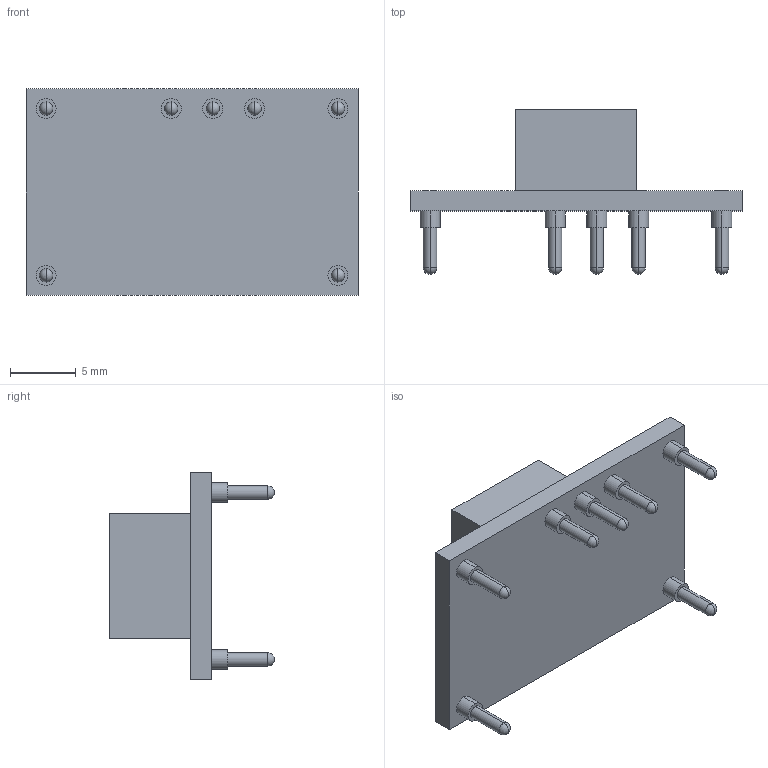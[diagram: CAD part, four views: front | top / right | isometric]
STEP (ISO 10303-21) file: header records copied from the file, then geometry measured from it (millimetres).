
FILE_DESCRIPTION (( 'STEP AP214' ), '1' );
FILE_NAME ('EUW7.STEP', '2024-01-21T12:02:03', ( '' ), ( '' ), 'SwSTEP 2.0', 'SolidWorks 2021', '' );
FILE_SCHEMA (( 'AUTOMOTIVE_DESIGN' ));
Length unit declared in the file: inch
Products named in the file (1): EUW7
Bounding box: 25.27 x 12.55 x 15.75 mm (x, y, z)
Volume: 1189.4 mm3; surface area: 1529.3 mm2
Topology: 9 solids, 9 shells, 103 faces, 234 edges, 149 vertices
Faces by surface type: cylinder 56, plane 33, sphere 14
Entity records: 2886 total; most frequent: DIRECTION 540, CARTESIAN_POINT 445, ORIENTED_EDGE 412, AXIS2_PLACEMENT_3D 230, EDGE_CURVE 206, VERTEX_POINT 135, EDGE_LOOP 131, CIRCLE 126
